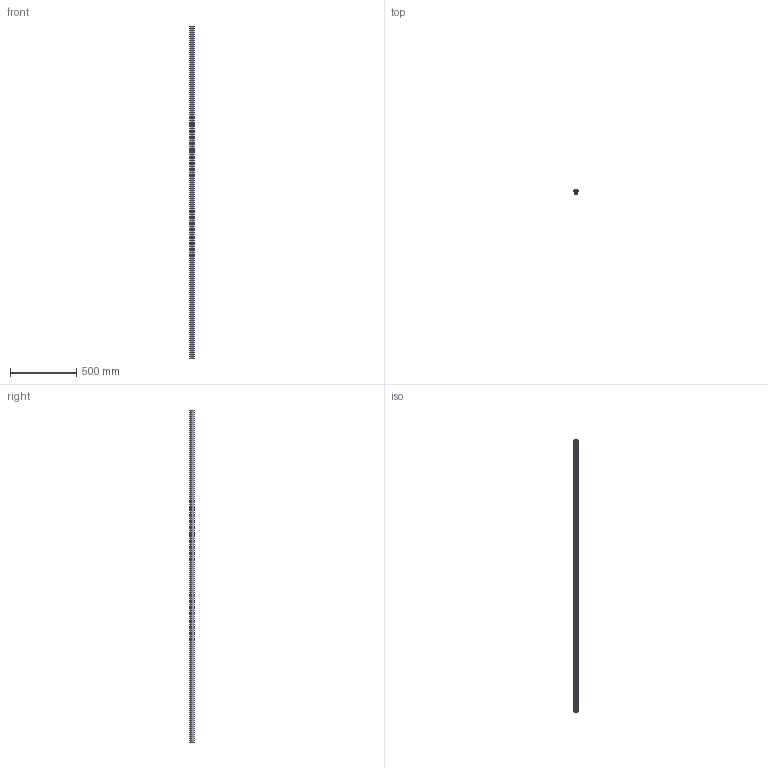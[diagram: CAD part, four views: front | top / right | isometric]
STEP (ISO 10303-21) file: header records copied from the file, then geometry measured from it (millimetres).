
FILE_DESCRIPTION (( 'STEP AP203' ), '1' );
FILE_NAME ('Žº‰ª•ÏŠ·.STEP', '2012-06-12T02:24:55', ( '' ), ( '' ), 'SwSTEP 2.0', 'SolidWorks 2011', '' );
FILE_SCHEMA (( 'CONFIG_CONTROL_DESIGN' ));
Length unit declared in the file: millimetre
Products named in the file (4): 室岡変換; B-868-2ベースA_; B-868-2ベースB_; B-868-2_
Assembly tree (3 placements, depth 2):
  室岡変換
    B-868-2_
    B-868-2ベースA_
    B-868-2ベースB_
Bounding box: 32 x 30.5 x 2500 mm (x, y, z)
Volume: 1432929.6 mm3; surface area: 1051354.8 mm2
Topology: 3 solids, 3 shells, 97 faces, 273 edges, 182 vertices
Faces by surface type: plane 53, cylinder 44
Entity records: 3569 total; most frequent: DIRECTION 567, CARTESIAN_POINT 558, ORIENTED_EDGE 546, EDGE_CURVE 273, AXIS2_PLACEMENT_3D 191, VECTOR 185, LINE 185, VERTEX_POINT 182
